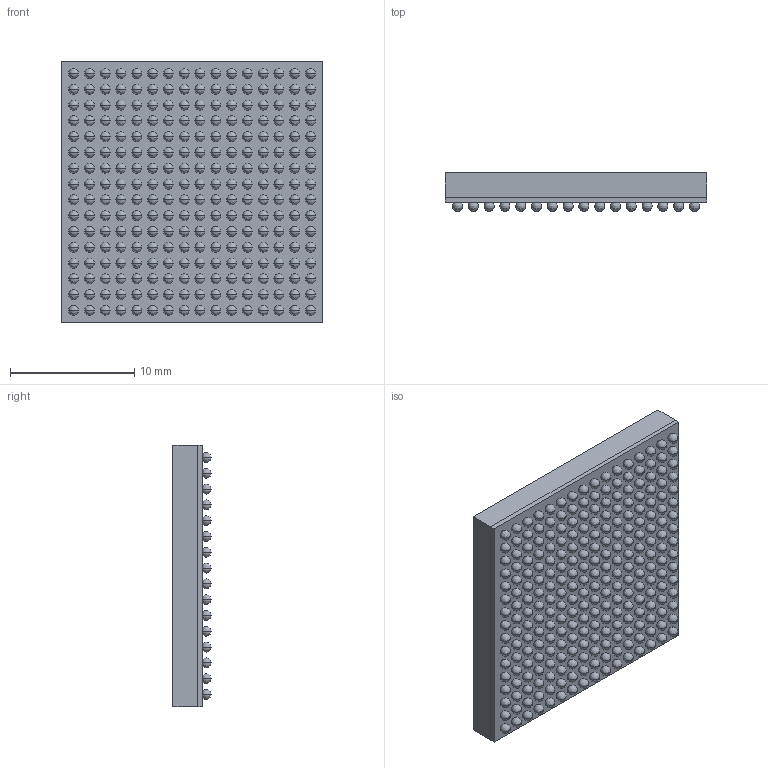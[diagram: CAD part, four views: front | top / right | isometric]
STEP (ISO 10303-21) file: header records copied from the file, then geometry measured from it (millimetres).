
FILE_DESCRIPTION (( 'STEP AP214' ), '1' );
FILE_NAME ('OSD3358-512M-BSM.STEP', '2021-06-11T12:18:06', ( '' ), ( '' ), 'SwSTEP 2.0', 'SolidWorks 2017', '' );
FILE_SCHEMA (( 'AUTOMOTIVE_DESIGN' ));
Length unit declared in the file: millimetre
Products named in the file (1): OSD3358-512M-BSM
Bounding box: 21 x 3.08 x 21 mm (x, y, z)
Volume: 1115.3 mm3; surface area: 2472.6 mm2
Topology: 259 solids, 259 shells, 787 faces, 2340 edges, 1048 vertices
Faces by surface type: bspline 512, plane 271, cylinder 4
Entity records: 30994 total; most frequent: CARTESIAN_POINT 15440, ORIENTED_EDGE 2632, DIRECTION 2132, EDGE_CURVE 1316, AXIS2_PLACEMENT_3D 1052, VERTEX_POINT 1048, EDGE_LOOP 788, FACE_OUTER_BOUND 787
